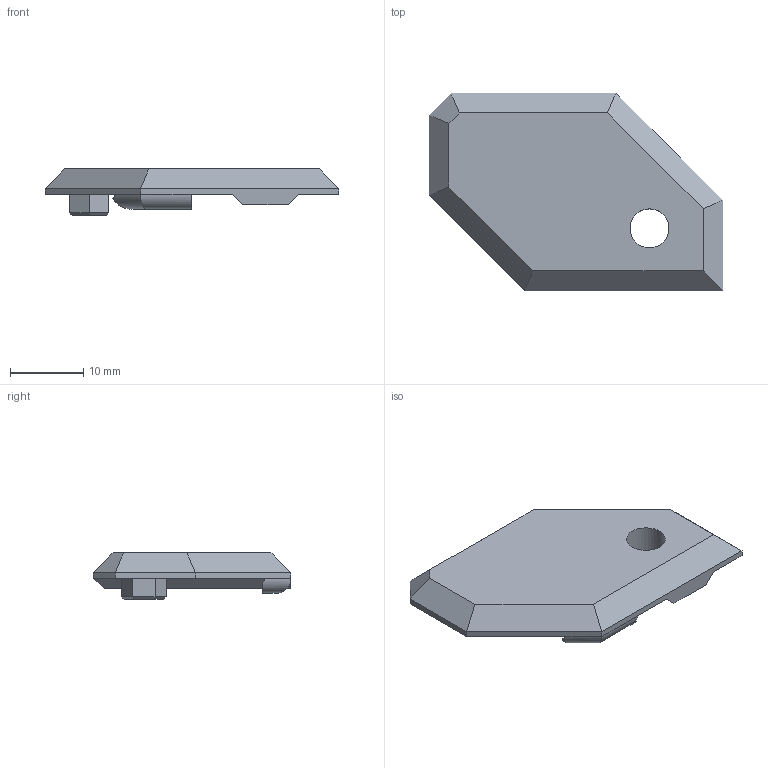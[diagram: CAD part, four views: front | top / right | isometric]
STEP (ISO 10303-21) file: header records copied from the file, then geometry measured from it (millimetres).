
FILE_DESCRIPTION(/* description */ (''),/* implementation_level */ '2;1');
FILE_NAME(/* name */ 'rambo_base_lower_mount.step',/* time_stamp */ '2017-12-16T11:45:11+01:00',/* author */ ('gregsaun'),/* organization */ (''),/* preprocessor_version */ 'ST-DEVELOPER v16.13',/* originating_system */ 'Autodesk Translation Framework v6.5.0.72',/* authorisation */ '');
FILE_SCHEMA (('AUTOMOTIVE_DESIGN { 1 0 10303 214 3 1 1 }'));
Length unit declared in the file: millimetre
Products named in the file (1): rambo_base_lower_mount
Bounding box: 40 x 26.9 x 6.3 mm (x, y, z)
Volume: 2906.6 mm3; surface area: 2194.8 mm2
Topology: 1 solids, 1 shells, 43 faces, 101 edges, 62 vertices
Faces by surface type: plane 39, cylinder 4
Full cylindrical faces by diameter (mm): 2.7 x1, 5.3 x1
Entity records: 1240 total; most frequent: CARTESIAN_POINT 207, ORIENTED_EDGE 202, DIRECTION 198, EDGE_CURVE 101, LINE 92, VECTOR 92, VERTEX_POINT 62, AXIS2_PLACEMENT_3D 53
